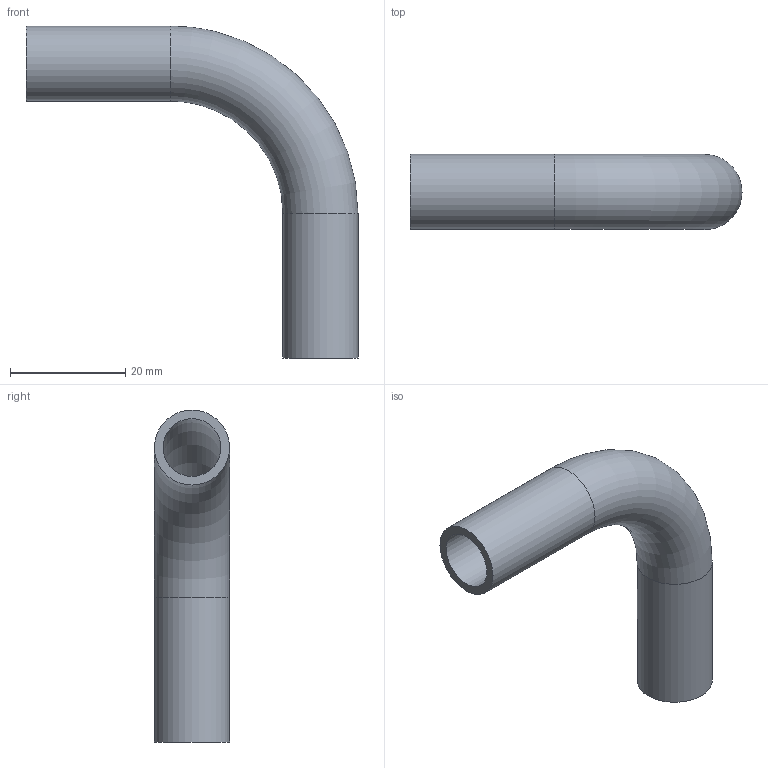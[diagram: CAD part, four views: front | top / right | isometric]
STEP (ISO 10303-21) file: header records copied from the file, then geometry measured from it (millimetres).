
FILE_DESCRIPTION((''),'2;1');
FILE_NAME('33320010X.stp','2010-08-13T08:02:41',('thilbrands'),(''),'Autodesk Inventor 2008','Autodesk Inventor 2008','');
FILE_SCHEMA(('AUTOMOTIVE_DESIGN { 1 0 10303 214 1 1 1 1 }'));
Length unit declared in the file: millimetre
Products named in the file (1): 333200101
Bounding box: 57.5 x 13 x 57.5 mm (x, y, z)
Volume: 4922.9 mm3; surface area: 6672.2 mm2
Topology: 1 solids, 1 shells, 8 faces, 17 edges, 11 vertices
Faces by surface type: cylinder 4, plane 2, torus 2
Full cylindrical faces by diameter (mm): 10 x2, 13 x2
Entity records: 194 total; most frequent: DIRECTION 34, CARTESIAN_POINT 25, AXIS2_PLACEMENT_3D 17, ORIENTED_EDGE 16, EDGE_LOOP 16, VERTEX_POINT 8, CIRCLE 8, EDGE_CURVE 8
